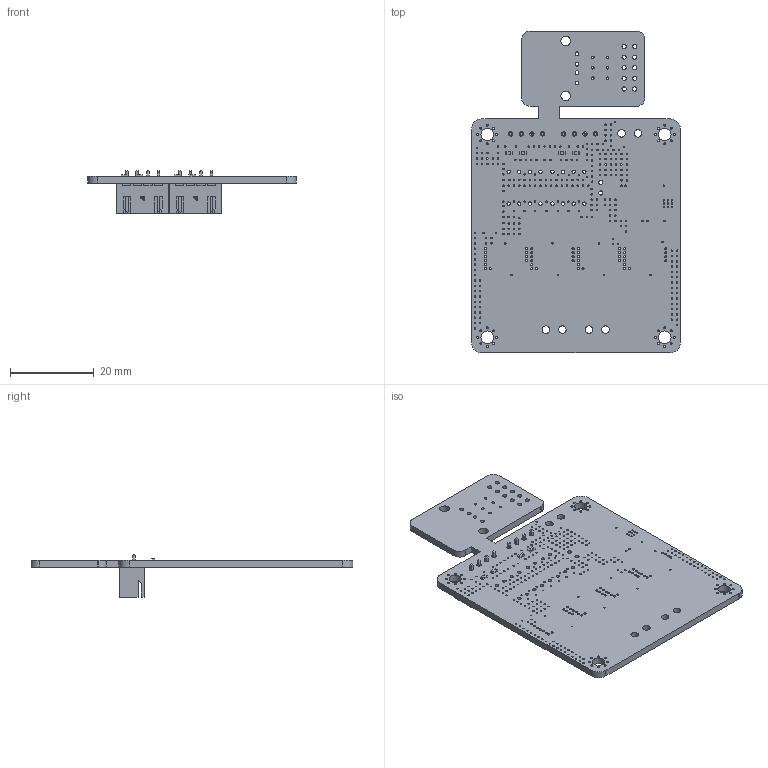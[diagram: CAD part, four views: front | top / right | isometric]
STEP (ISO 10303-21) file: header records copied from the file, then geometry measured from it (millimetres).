
FILE_DESCRIPTION(/* description */ (''),/* implementation_level */ '2;1');
FILE_NAME(/* name */ '0c5d7824-59f8-4df9-9689-20faa1783ac2.zip.stp',/* time_stamp */ '2023-10-02T18:18:44Z',/* author */ (''),/* organization */ (''),/* preprocessor_version */ 'ST-DEVELOPER v20',/* originating_system */ 'Autodesk Translation Framework v12.14.0.127',/* authorisation */ '');
FILE_SCHEMA (('AUTOMOTIVE_DESIGN { 1 0 10303 214 3 1 1 }'));
Length unit declared in the file: millimetre
Products named in the file (21): SMS_GATEWAY_V5.2; Board; Packages; JST-XH-04-PACKAGE-LONG-PAD; L7X7; LED3MM; 1P_2.54; SW2; DIL08; 0603; 0603 (2); 1210; VH3.96_2P; 0603 (3); DPAK127P1490X440-8N; 0805; SMAF; SOIC8E; TP; 0.9MIL; TE_6364372-2
Assembly tree (57 placements, depth 3):
  SMS_GATEWAY_V5.2
    Board
    Packages
      JST-XH-04-PACKAGE-LONG-PAD  x2
      0603 (2)  x5
      L7X7
      LED3MM
      0603 (3)  x11
      1P_2.54  x10
      0603  x4
      1210  x3
      SW2
      VH3.96_2P  x3
      DPAK127P1490X440-8N  x4
      DIL08  x2
      0805  x3
      SMAF
      SOIC8E
      TP
      0.9MIL
      TE_6364372-2
Bounding box: 50 x 77 x 10.21 mm (x, y, z)
Volume: 5755.2 mm3; surface area: 9404.2 mm2
Topology: 7 solids, 47 shells, 1113 faces, 2937 edges, 1926 vertices
Faces by surface type: plane 599, cylinder 436, bspline 78
Full cylindrical faces by diameter (mm): 0.35 x294, 0.5 x76, 0.6 x6, 0.813 x16, 0.92 x4, 1 x12, 1.016 x8, 1.8 x6, 2.3 x2, 3 x4
Entity records: 28123 total; most frequent: CARTESIAN_POINT 5186, DIRECTION 4531, ORIENTED_EDGE 4230, EDGE_CURVE 2115, AXIS2_PLACEMENT_3D 1683, EDGE_LOOP 1643, VERTEX_POINT 1394, LINE 1165
